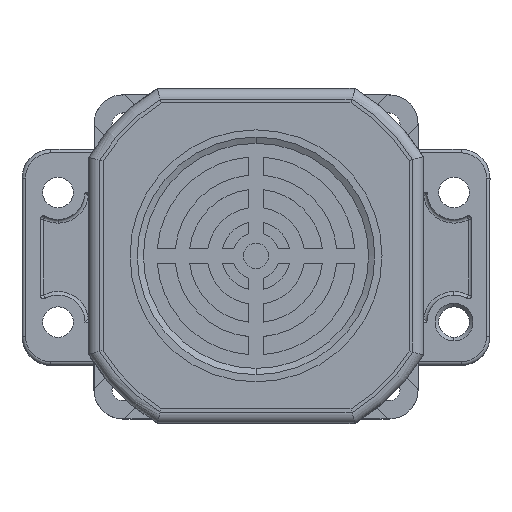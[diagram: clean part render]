
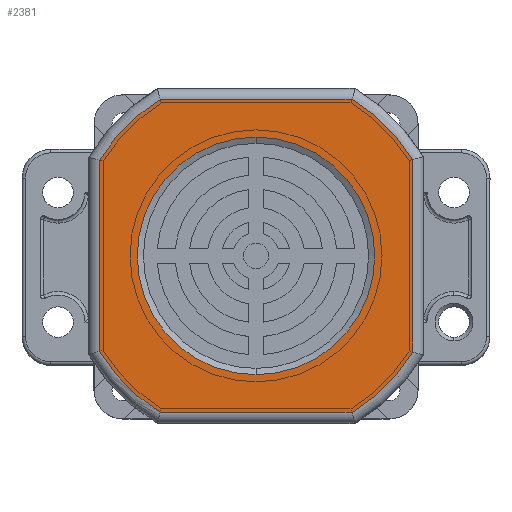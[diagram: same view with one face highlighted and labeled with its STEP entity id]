
A CAD part, top view. The second image highlights one B-rep face of the part: STEP entity #2381.
In plain terms, the highlighted face is planar.
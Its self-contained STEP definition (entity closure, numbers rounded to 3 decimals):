
#23 = DIRECTION ( 'NONE',  ( 0., -1., 0. ) ) ;
#147 = VERTEX_POINT ( 'NONE', #17413 ) ;
#157 = VECTOR ( 'NONE', #1065, 1000. ) ;
#167 = ORIENTED_EDGE ( 'NONE', *, *, #13689, .T. ) ;
#1065 = DIRECTION ( 'NONE',  ( 1., 0., 0. ) ) ;
#1485 = ORIENTED_EDGE ( 'NONE', *, *, #13757, .T. ) ;
#1642 = VERTEX_POINT ( 'NONE', #12134 ) ;
#2381 = ADVANCED_FACE ( 'NONE', ( #21335, #2502 ), #11223, .F. ) ;
#2502 = FACE_BOUND ( 'NONE', #18273, .T. ) ;
#4654 = EDGE_LOOP ( 'NONE', ( #19553, #18861, #23338, #17717, #167, #1485, #13895, #9337 ) ) ;
#4828 = CIRCLE ( 'NONE', #20780, 51. ) ;
#5128 = CIRCLE ( 'NONE', #10296, 51. ) ;
#5494 = CARTESIAN_POINT ( 'NONE',  ( 0., 0., -33. ) ) ;
#5973 = VERTEX_POINT ( 'NONE', #5494 ) ;
#6092 = ORIENTED_EDGE ( 'NONE', *, *, #10611, .F. ) ;
#6537 = DIRECTION ( 'NONE',  ( 0., -1., 0. ) ) ;
#7145 = VERTEX_POINT ( 'NONE', #8747 ) ;
#7267 = CARTESIAN_POINT ( 'NONE',  ( 0.05, 0., 0. ) ) ;
#7477 = CARTESIAN_POINT ( 'NONE',  ( 0., 0., 33. ) ) ;
#7697 = CARTESIAN_POINT ( 'NONE',  ( 0.05, 0., 0. ) ) ;
#7750 = VERTEX_POINT ( 'NONE', #7477 ) ;
#7782 = DIRECTION ( 'NONE',  ( 0., -1., 0. ) ) ;
#8042 = VERTEX_POINT ( 'NONE', #15820 ) ;
#8624 = CARTESIAN_POINT ( 'NONE',  ( 0.05, 0., -43.5 ) ) ;
#8722 = AXIS2_PLACEMENT_3D ( 'NONE', #7267, #20049, #9294 ) ;
#8747 = CARTESIAN_POINT ( 'NONE',  ( 26.673, 0., -43.5 ) ) ;
#9070 = CARTESIAN_POINT ( 'NONE',  ( -26.572, 0., 43.5 ) ) ;
#9294 = DIRECTION ( 'NONE',  ( 0., 0., 1. ) ) ;
#9337 = ORIENTED_EDGE ( 'NONE', *, *, #13791, .T. ) ;
#9716 = DIRECTION ( 'NONE',  ( 0., 0., 1. ) ) ;
#10001 = CIRCLE ( 'NONE', #23139, 33. ) ;
#10296 = AXIS2_PLACEMENT_3D ( 'NONE', #17521, #6537, #19363 ) ;
#10512 = EDGE_CURVE ( 'NONE', #18346, #15203, #5128, .T. ) ;
#10542 = EDGE_CURVE ( 'NONE', #15203, #7145, #23359, .T. ) ;
#10611 = EDGE_CURVE ( 'NONE', #7750, #5973, #22233, .T. ) ;
#10757 = ORIENTED_EDGE ( 'NONE', *, *, #13818, .F. ) ;
#10903 = CARTESIAN_POINT ( 'NONE',  ( 0., 0., 0. ) ) ;
#11030 = DIRECTION ( 'NONE',  ( 0., 0., -1. ) ) ;
#11194 = CARTESIAN_POINT ( 'NONE',  ( 43.5, 0., 0. ) ) ;
#11223 = PLANE ( 'NONE',  #18250 ) ;
#11435 = CARTESIAN_POINT ( 'NONE',  ( 0.05, 0., 0. ) ) ;
#11522 = CARTESIAN_POINT ( 'NONE',  ( 0.05, 0., 43.5 ) ) ;
#12134 = CARTESIAN_POINT ( 'NONE',  ( 43.5, 0., 26.705 ) ) ;
#12308 = LINE ( 'NONE', #11194, #21137 ) ;
#12708 = DIRECTION ( 'NONE',  ( 0., 0., -1. ) ) ;
#12985 = DIRECTION ( 'NONE',  ( 0., 0., 1. ) ) ;
#13017 = DIRECTION ( 'NONE',  ( 0., 0., 1. ) ) ;
#13201 = DIRECTION ( 'NONE',  ( 0., 0., 1. ) ) ;
#13386 = LINE ( 'NONE', #23419, #18054 ) ;
#13650 = EDGE_CURVE ( 'NONE', #8042, #18346, #13386, .T. ) ;
#13685 = EDGE_CURVE ( 'NONE', #7145, #147, #21670, .T. ) ;
#13689 = EDGE_CURVE ( 'NONE', #147, #1642, #12308, .T. ) ;
#13757 = EDGE_CURVE ( 'NONE', #1642, #16010, #15272, .T. ) ;
#13787 = EDGE_CURVE ( 'NONE', #16010, #15892, #15828, .T. ) ;
#13791 = EDGE_CURVE ( 'NONE', #15892, #8042, #4828, .T. ) ;
#13818 = EDGE_CURVE ( 'NONE', #5973, #7750, #10001, .T. ) ;
#13895 = ORIENTED_EDGE ( 'NONE', *, *, #13787, .T. ) ;
#15203 = VERTEX_POINT ( 'NONE', #19335 ) ;
#15272 = CIRCLE ( 'NONE', #15986, 51. ) ;
#15603 = CARTESIAN_POINT ( 'NONE',  ( -43.5, 0., -26.54 ) ) ;
#15820 = CARTESIAN_POINT ( 'NONE',  ( -43.5, 0., 26.54 ) ) ;
#15828 = LINE ( 'NONE', #11522, #23631 ) ;
#15892 = VERTEX_POINT ( 'NONE', #9070 ) ;
#15986 = AXIS2_PLACEMENT_3D ( 'NONE', #11435, #23, #13201 ) ;
#16010 = VERTEX_POINT ( 'NONE', #21810 ) ;
#17413 = CARTESIAN_POINT ( 'NONE',  ( 43.5, 0., -26.705 ) ) ;
#17521 = CARTESIAN_POINT ( 'NONE',  ( 0.05, 0., 0. ) ) ;
#17717 = ORIENTED_EDGE ( 'NONE', *, *, #13685, .T. ) ;
#18054 = VECTOR ( 'NONE', #11030, 1000. ) ;
#18250 = AXIS2_PLACEMENT_3D ( 'NONE', #20011, #23611, #13017 ) ;
#18273 = EDGE_LOOP ( 'NONE', ( #10757, #6092 ) ) ;
#18346 = VERTEX_POINT ( 'NONE', #15603 ) ;
#18679 = CARTESIAN_POINT ( 'NONE',  ( 0., 0., 0. ) ) ;
#18861 = ORIENTED_EDGE ( 'NONE', *, *, #10512, .T. ) ;
#19335 = CARTESIAN_POINT ( 'NONE',  ( -26.572, 0., -43.5 ) ) ;
#19363 = DIRECTION ( 'NONE',  ( 0., 0., 1. ) ) ;
#19553 = ORIENTED_EDGE ( 'NONE', *, *, #13650, .T. ) ;
#19866 = AXIS2_PLACEMENT_3D ( 'NONE', #10903, #23298, #12708 ) ;
#20011 = CARTESIAN_POINT ( 'NONE',  ( 0.05, 0., 0. ) ) ;
#20049 = DIRECTION ( 'NONE',  ( 0., -1., 0. ) ) ;
#20417 = DIRECTION ( 'NONE',  ( 0., -1., 0. ) ) ;
#20485 = DIRECTION ( 'NONE',  ( 0., 0., -1. ) ) ;
#20780 = AXIS2_PLACEMENT_3D ( 'NONE', #7697, #20417, #9716 ) ;
#21137 = VECTOR ( 'NONE', #12985, 1000. ) ;
#21335 = FACE_OUTER_BOUND ( 'NONE', #4654, .T. ) ;
#21670 = CIRCLE ( 'NONE', #8722, 51. ) ;
#21810 = CARTESIAN_POINT ( 'NONE',  ( 26.673, 0., 43.5 ) ) ;
#21989 = DIRECTION ( 'NONE',  ( -1., 0., 0. ) ) ;
#22233 = CIRCLE ( 'NONE', #19866, 33. ) ;
#23139 = AXIS2_PLACEMENT_3D ( 'NONE', #18679, #7782, #20485 ) ;
#23298 = DIRECTION ( 'NONE',  ( 0., -1., 0. ) ) ;
#23338 = ORIENTED_EDGE ( 'NONE', *, *, #10542, .T. ) ;
#23359 = LINE ( 'NONE', #8624, #157 ) ;
#23419 = CARTESIAN_POINT ( 'NONE',  ( -43.5, 0., 0. ) ) ;
#23611 = DIRECTION ( 'NONE',  ( 0., 1., 0. ) ) ;
#23631 = VECTOR ( 'NONE', #21989, 1000. ) ;
